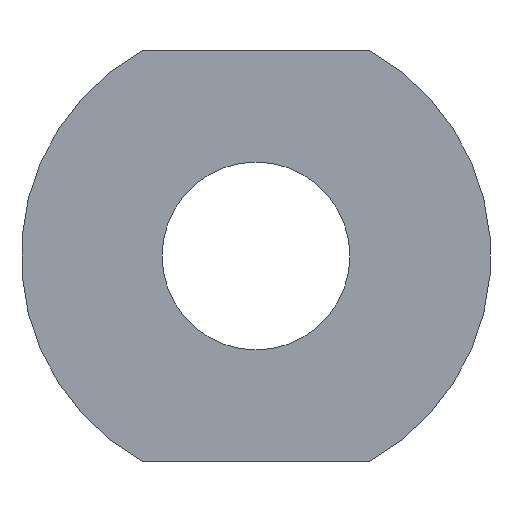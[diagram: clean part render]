
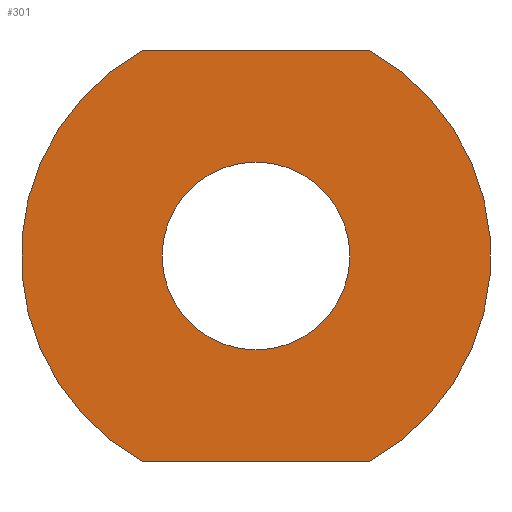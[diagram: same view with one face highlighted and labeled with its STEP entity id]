
A CAD part, front view. The second image highlights one B-rep face of the part: STEP entity #301.
In plain terms, the highlighted planar face has unit normal (0, -1, 0).
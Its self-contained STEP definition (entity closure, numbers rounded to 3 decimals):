
#3 = CARTESIAN_POINT ( 'NONE',  ( 0., 0., 1.6 ) ) ;
#4 = DIRECTION ( 'NONE',  ( 0., 0., 1. ) ) ;
#12 = CARTESIAN_POINT ( 'NONE',  ( 1.936, 0., 3.5 ) ) ;
#35 = EDGE_CURVE ( 'NONE', #365, #379, #211, .T. ) ;
#36 = CARTESIAN_POINT ( 'NONE',  ( -1.936, 0., -3.5 ) ) ;
#47 = PLANE ( 'NONE',  #275 ) ;
#67 = DIRECTION ( 'NONE',  ( 0., 1., 0. ) ) ;
#81 = DIRECTION ( 'NONE',  ( -1., 0., 0. ) ) ;
#82 = DIRECTION ( 'NONE',  ( 1., 0., 0. ) ) ;
#110 = DIRECTION ( 'NONE',  ( 0., 0., 1. ) ) ;
#112 = DIRECTION ( 'NONE',  ( 0., 1., 0. ) ) ;
#114 = DIRECTION ( 'NONE',  ( 0., 1., 0. ) ) ;
#119 = CARTESIAN_POINT ( 'NONE',  ( 0., 0., 0. ) ) ;
#120 = CIRCLE ( 'NONE', #230, 4. ) ;
#125 = CARTESIAN_POINT ( 'NONE',  ( -1.936, 0., 3.5 ) ) ;
#134 = VECTOR ( 'NONE', #82, 1000. ) ;
#138 = LINE ( 'NONE', #125, #134 ) ;
#139 = LINE ( 'NONE', #36, #144 ) ;
#144 = VECTOR ( 'NONE', #81, 1000. ) ;
#153 = CIRCLE ( 'NONE', #243, 4. ) ;
#162 = CIRCLE ( 'NONE', #256, 1.6 ) ;
#187 = FACE_BOUND ( 'NONE', #360, .T. ) ;
#198 = FACE_OUTER_BOUND ( 'NONE', #313, .T. ) ;
#211 = CIRCLE ( 'NONE', #295, 1.6 ) ;
#222 = ORIENTED_EDGE ( 'NONE', *, *, #318, .T. ) ;
#226 = ORIENTED_EDGE ( 'NONE', *, *, #35, .T. ) ;
#230 = AXIS2_PLACEMENT_3D ( 'NONE', #319, #316, #310 ) ;
#243 = AXIS2_PLACEMENT_3D ( 'NONE', #119, #112, #110 ) ;
#256 = AXIS2_PLACEMENT_3D ( 'NONE', #380, #386, #369 ) ;
#267 = CARTESIAN_POINT ( 'NONE',  ( 1.936, 0., -3.5 ) ) ;
#275 = AXIS2_PLACEMENT_3D ( 'NONE', #339, #114, #4 ) ;
#295 = AXIS2_PLACEMENT_3D ( 'NONE', #306, #67, #367 ) ;
#301 = ADVANCED_FACE ( 'NONE', ( #198, #187 ), #47, .F. ) ;
#304 = CARTESIAN_POINT ( 'NONE',  ( -1.936, 0., 3.5 ) ) ;
#306 = CARTESIAN_POINT ( 'NONE',  ( 0., 0., 0. ) ) ;
#310 = DIRECTION ( 'NONE',  ( 0., 0., 1. ) ) ;
#313 = EDGE_LOOP ( 'NONE', ( #347, #366, #338, #353 ) ) ;
#316 = DIRECTION ( 'NONE',  ( 0., 1., 0. ) ) ;
#318 = EDGE_CURVE ( 'NONE', #379, #365, #162, .T. ) ;
#319 = CARTESIAN_POINT ( 'NONE',  ( 0., 0., 0. ) ) ;
#324 = VERTEX_POINT ( 'NONE', #304 ) ;
#325 = CARTESIAN_POINT ( 'NONE',  ( 0., 0., -1.6 ) ) ;
#335 = EDGE_CURVE ( 'NONE', #362, #390, #153, .T. ) ;
#336 = VERTEX_POINT ( 'NONE', #375 ) ;
#338 = ORIENTED_EDGE ( 'NONE', *, *, #364, .F. ) ;
#339 = CARTESIAN_POINT ( 'NONE',  ( 0., 0., 0. ) ) ;
#340 = EDGE_CURVE ( 'NONE', #324, #362, #138, .T. ) ;
#341 = EDGE_CURVE ( 'NONE', #390, #336, #139, .T. ) ;
#347 = ORIENTED_EDGE ( 'NONE', *, *, #335, .F. ) ;
#353 = ORIENTED_EDGE ( 'NONE', *, *, #341, .F. ) ;
#360 = EDGE_LOOP ( 'NONE', ( #222, #226 ) ) ;
#362 = VERTEX_POINT ( 'NONE', #12 ) ;
#364 = EDGE_CURVE ( 'NONE', #336, #324, #120, .T. ) ;
#365 = VERTEX_POINT ( 'NONE', #3 ) ;
#366 = ORIENTED_EDGE ( 'NONE', *, *, #340, .F. ) ;
#367 = DIRECTION ( 'NONE',  ( 0., 0., 1. ) ) ;
#369 = DIRECTION ( 'NONE',  ( 0., 0., 1. ) ) ;
#375 = CARTESIAN_POINT ( 'NONE',  ( -1.936, 0., -3.5 ) ) ;
#379 = VERTEX_POINT ( 'NONE', #325 ) ;
#380 = CARTESIAN_POINT ( 'NONE',  ( 0., 0., 0. ) ) ;
#386 = DIRECTION ( 'NONE',  ( 0., 1., 0. ) ) ;
#390 = VERTEX_POINT ( 'NONE', #267 ) ;
